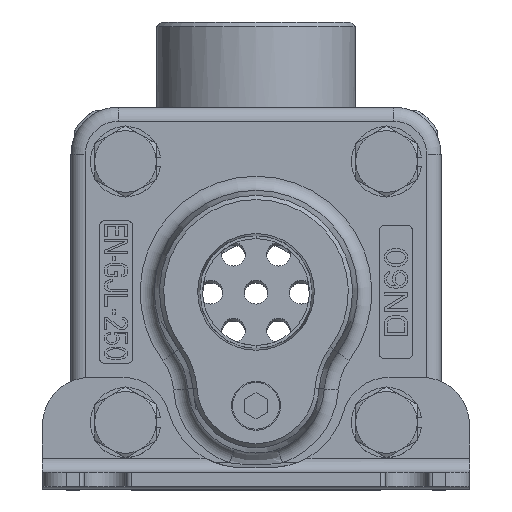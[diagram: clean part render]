
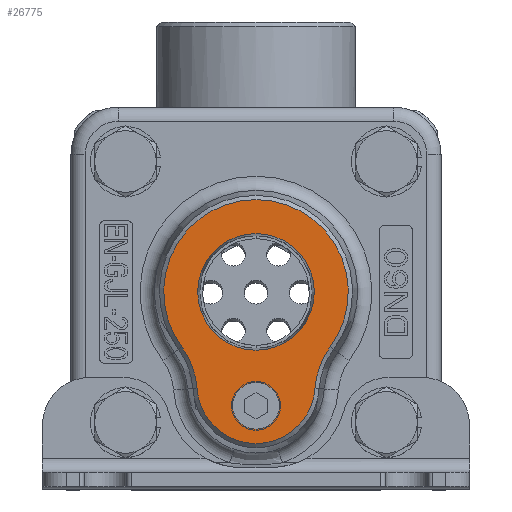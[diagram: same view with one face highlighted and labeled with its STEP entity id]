
A CAD part, top view. The second image highlights one B-rep face of the part: STEP entity #26775.
In plain terms, the highlighted planar face has unit normal (0, 0, 1).
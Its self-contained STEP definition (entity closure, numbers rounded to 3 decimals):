
#19371=CARTESIAN_POINT('',(0.,0.,16.));
#19372=DIRECTION('',(0.,0.,1.));
#19373=DIRECTION('',(0.804,-0.595,0.));
#19374=AXIS2_PLACEMENT_3D('',#19371,#19372,#19373);
#19376=CARTESIAN_POINT('',(28.937,-21.417,16.));
#19377=DIRECTION('',(0.,0.,-1.));
#19378=DIRECTION('',(-0.998,0.066,0.));
#19379=AXIS2_PLACEMENT_3D('',#19376,#19377,#19378);
#19381=CARTESIAN_POINT('',(0.,-19.5,16.));
#19382=DIRECTION('',(0.,0.,1.));
#19383=DIRECTION('',(-0.998,-0.066,0.));
#19384=AXIS2_PLACEMENT_3D('',#19381,#19382,#19383);
#19386=CARTESIAN_POINT('',(-28.937,-21.417,16.));
#19387=DIRECTION('',(0.,0.,-1.));
#19388=DIRECTION('',(0.804,0.595,0.));
#19389=AXIS2_PLACEMENT_3D('',#19386,#19387,#19388);
#19391=CARTESIAN_POINT('',(0.,0.,16.));
#19392=DIRECTION('',(0.,0.,1.));
#19393=DIRECTION('',(-1.,0.,0.));
#19394=AXIS2_PLACEMENT_3D('',#19391,#19392,#19393);
#19396=CARTESIAN_POINT('',(0.,0.,16.));
#19397=DIRECTION('',(0.,0.,1.));
#19398=DIRECTION('',(1.,0.,0.));
#19399=AXIS2_PLACEMENT_3D('',#19396,#19397,#19398);
#19401=CARTESIAN_POINT('',(0.,-24.,16.));
#19402=DIRECTION('',(0.,0.,1.));
#19403=DIRECTION('',(-1.,0.,0.));
#19404=AXIS2_PLACEMENT_3D('',#19401,#19402,#19403);
#19406=CARTESIAN_POINT('',(0.,-24.,16.));
#19407=DIRECTION('',(0.,0.,1.));
#19408=DIRECTION('',(1.,0.,0.));
#19409=AXIS2_PLACEMENT_3D('',#19406,#19407,#19408);
#25789=CARTESIAN_POINT('',(-12.295,0.,16.));
#25790=VERTEX_POINT('',#25789);
#25791=CARTESIAN_POINT('',(12.295,0.,16.));
#25792=VERTEX_POINT('',#25791);
#25833=CARTESIAN_POINT('',(15.644,-11.578,16.));
#25834=CARTESIAN_POINT('',(-15.644,-11.578,16.));
#25835=VERTEX_POINT('',#25833);
#25836=VERTEX_POINT('',#25834);
#25837=CARTESIAN_POINT('',(-12.435,-20.324,16.));
#25838=VERTEX_POINT('',#25837);
#25839=CARTESIAN_POINT('',(12.435,-20.324,16.));
#25840=VERTEX_POINT('',#25839);
#25857=CARTESIAN_POINT('',(-4.928,-24.,16.));
#25858=CARTESIAN_POINT('',(4.928,-24.,16.));
#25859=VERTEX_POINT('',#25857);
#25860=VERTEX_POINT('',#25858);
#26750=CARTESIAN_POINT('',(0.,0.,16.));
#26751=DIRECTION('',(0.,0.,1.));
#26752=DIRECTION('',(0.,1.,0.));
#26753=AXIS2_PLACEMENT_3D('',#26750,#26751,#26752);
#26754=PLANE('',#26753);
#26756=ORIENTED_EDGE('',*,*,#26755,.F.);
#26758=ORIENTED_EDGE('',*,*,#26757,.F.);
#26760=ORIENTED_EDGE('',*,*,#26759,.F.);
#26762=ORIENTED_EDGE('',*,*,#26761,.F.);
#26763=EDGE_LOOP('',(#26756,#26758,#26760,#26762));
#26764=FACE_OUTER_BOUND('',#26763,.F.);
#26765=ORIENTED_EDGE('',*,*,#26745,.T.);
#26766=ORIENTED_EDGE('',*,*,#26729,.T.);
#26767=EDGE_LOOP('',(#26765,#26766));
#26768=FACE_BOUND('',#26767,.F.);
#26770=ORIENTED_EDGE('',*,*,#26769,.T.);
#26772=ORIENTED_EDGE('',*,*,#26771,.T.);
#26773=EDGE_LOOP('',(#26770,#26772));
#26774=FACE_BOUND('',#26773,.F.);
#26775=ADVANCED_FACE('',(#26764,#26768,#26774),#26754,.T.);
#19375=CIRCLE('',#19374,19.462);
#19380=CIRCLE('',#19379,16.538);
#19385=CIRCLE('',#19384,12.462);
#19390=CIRCLE('',#19389,16.538);
#19395=CIRCLE('',#19394,12.295);
#19400=CIRCLE('',#19399,12.295);
#19405=CIRCLE('',#19404,4.928);
#19410=CIRCLE('',#19409,4.928);
#26729=EDGE_CURVE('',#25792,#25790,#19400,.T.);
#26745=EDGE_CURVE('',#25790,#25792,#19395,.T.);
#26755=EDGE_CURVE('',#25835,#25836,#19375,.T.);
#26757=EDGE_CURVE('',#25840,#25835,#19380,.T.);
#26759=EDGE_CURVE('',#25838,#25840,#19385,.T.);
#26761=EDGE_CURVE('',#25836,#25838,#19390,.T.);
#26769=EDGE_CURVE('',#25859,#25860,#19405,.T.);
#26771=EDGE_CURVE('',#25860,#25859,#19410,.T.);
